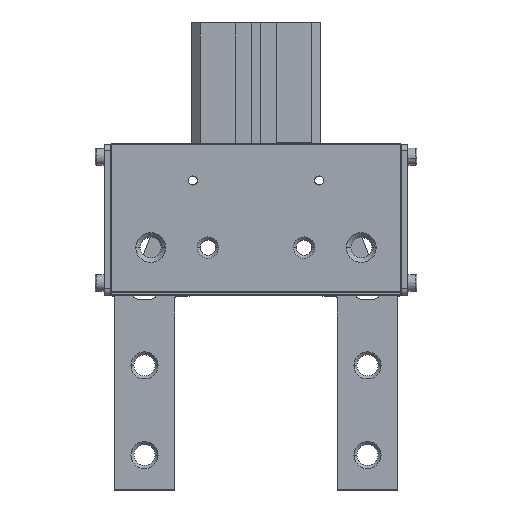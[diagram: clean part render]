
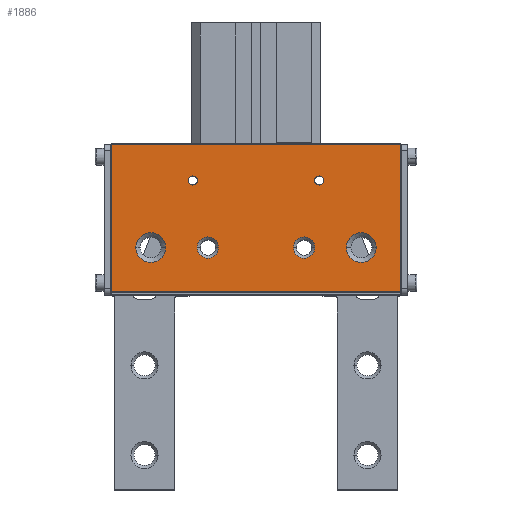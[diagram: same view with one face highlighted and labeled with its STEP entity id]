
A CAD part, top view. The second image highlights one B-rep face of the part: STEP entity #1886.
In plain terms, the highlighted planar face has unit normal (0, 0, 1).
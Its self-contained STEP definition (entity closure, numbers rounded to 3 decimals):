
#160 = CARTESIAN_POINT ( 'NONE',  ( -16., 16., 21.5 ) ) ;
#256 = CIRCLE ( 'NONE', #6672, 1.5 ) ;
#303 = ORIENTED_EDGE ( 'NONE', *, *, #6131, .T. ) ;
#590 = CARTESIAN_POINT ( 'NONE',  ( -22.5, 38.3, 21.5 ) ) ;
#661 = CARTESIAN_POINT ( 'NONE',  ( -48.2, 1.3, 21.5 ) ) ;
#670 = AXIS2_PLACEMENT_3D ( 'NONE', #11283, #5500, #10264 ) ;
#840 = EDGE_LOOP ( 'NONE', ( #12345, #5977 ) ) ;
#956 = DIRECTION ( 'NONE',  ( -1., 0., 0. ) ) ;
#1014 = DIRECTION ( 'NONE',  ( 0., 0., -1. ) ) ;
#1049 = EDGE_CURVE ( 'NONE', #12638, #14277, #13215, .T. ) ;
#1113 = CARTESIAN_POINT ( 'NONE',  ( 48.5, 1.3, 21.5 ) ) ;
#1230 = CARTESIAN_POINT ( 'NONE',  ( -48.2, 1., 21.5 ) ) ;
#1285 = AXIS2_PLACEMENT_3D ( 'NONE', #13308, #7514, #2868 ) ;
#1379 = DIRECTION ( 'NONE',  ( 0., 0., -1. ) ) ;
#1393 = ORIENTED_EDGE ( 'NONE', *, *, #15089, .T. ) ;
#1484 = DIRECTION ( 'NONE',  ( 1., 0., 0. ) ) ;
#1568 = EDGE_CURVE ( 'NONE', #14588, #12159, #12996, .T. ) ;
#1609 = LINE ( 'NONE', #10425, #7111 ) ;
#1886 = ADVANCED_FACE ( 'NONE', ( #9391, #6614, #9018, #5880, #2781, #8643, #2406 ), #14535, .T. ) ;
#1940 = CARTESIAN_POINT ( 'NONE',  ( -30.05, 16., 21.5 ) ) ;
#2073 = EDGE_CURVE ( 'NONE', #14242, #6264, #8448, .T. ) ;
#2321 = CIRCLE ( 'NONE', #12363, 1.5 ) ;
#2370 = CARTESIAN_POINT ( 'NONE',  ( 12.45, 16., 21.5 ) ) ;
#2406 = FACE_BOUND ( 'NONE', #10390, .T. ) ;
#2498 = ORIENTED_EDGE ( 'NONE', *, *, #8854, .T. ) ;
#2781 = FACE_OUTER_BOUND ( 'NONE', #5207, .T. ) ;
#2844 = DIRECTION ( 'NONE',  ( 1., 0., 0. ) ) ;
#2868 = DIRECTION ( 'NONE',  ( 1., 0., 0. ) ) ;
#3203 = CARTESIAN_POINT ( 'NONE',  ( 16., 16., 21.5 ) ) ;
#3364 = EDGE_CURVE ( 'NONE', #6247, #6231, #11501, .T. ) ;
#3417 = CARTESIAN_POINT ( 'NONE',  ( 19.55, 16., 21.5 ) ) ;
#3522 = DIRECTION ( 'NONE',  ( 1., 0., 0. ) ) ;
#3582 = DIRECTION ( 'NONE',  ( -1., 0., 0. ) ) ;
#3618 = EDGE_CURVE ( 'NONE', #6231, #6247, #10049, .T. ) ;
#3649 = CARTESIAN_POINT ( 'NONE',  ( 21., 38.3, 21.5 ) ) ;
#3731 = ORIENTED_EDGE ( 'NONE', *, *, #3364, .T. ) ;
#3907 = DIRECTION ( 'NONE',  ( 0., 0., -1. ) ) ;
#3937 = CARTESIAN_POINT ( 'NONE',  ( -35., 16., 21.5 ) ) ;
#3948 = EDGE_CURVE ( 'NONE', #14277, #12638, #12902, .T. ) ;
#4020 = DIRECTION ( 'NONE',  ( 0., 0., 1. ) ) ;
#4076 = EDGE_CURVE ( 'NONE', #5678, #4265, #2321, .T. ) ;
#4124 = AXIS2_PLACEMENT_3D ( 'NONE', #160, #8344, #9531 ) ;
#4239 = EDGE_LOOP ( 'NONE', ( #13639, #10697 ) ) ;
#4265 = VERTEX_POINT ( 'NONE', #6221 ) ;
#4294 = DIRECTION ( 'NONE',  ( -1., 0., 0. ) ) ;
#4356 = DIRECTION ( 'NONE',  ( 1., 0., 0. ) ) ;
#4563 = VERTEX_POINT ( 'NONE', #661 ) ;
#4615 = LINE ( 'NONE', #1230, #11937 ) ;
#5007 = DIRECTION ( 'NONE',  ( 0., 0., -1. ) ) ;
#5207 = EDGE_LOOP ( 'NONE', ( #6918, #1393, #5888, #11897 ) ) ;
#5324 = CARTESIAN_POINT ( 'NONE',  ( -39.95, 16., 21.5 ) ) ;
#5363 = EDGE_CURVE ( 'NONE', #7706, #6382, #1609, .T. ) ;
#5433 = CIRCLE ( 'NONE', #670, 1.5 ) ;
#5500 = DIRECTION ( 'NONE',  ( 0., 0., -1. ) ) ;
#5561 = DIRECTION ( 'NONE',  ( 0., 0., -1. ) ) ;
#5583 = AXIS2_PLACEMENT_3D ( 'NONE', #11085, #4020, #12098 ) ;
#5625 = DIRECTION ( 'NONE',  ( 0., 0., -1. ) ) ;
#5634 = EDGE_LOOP ( 'NONE', ( #13605, #8192 ) ) ;
#5678 = VERTEX_POINT ( 'NONE', #590 ) ;
#5869 = DIRECTION ( 'NONE',  ( 0., 1., 0. ) ) ;
#5880 = FACE_BOUND ( 'NONE', #9316, .T. ) ;
#5888 = ORIENTED_EDGE ( 'NONE', *, *, #5363, .T. ) ;
#5894 = ORIENTED_EDGE ( 'NONE', *, *, #3618, .T. ) ;
#5977 = ORIENTED_EDGE ( 'NONE', *, *, #12932, .T. ) ;
#6073 = AXIS2_PLACEMENT_3D ( 'NONE', #12551, #5561, #11540 ) ;
#6131 = EDGE_CURVE ( 'NONE', #4265, #5678, #5433, .T. ) ;
#6221 = CARTESIAN_POINT ( 'NONE',  ( -19.5, 38.3, 21.5 ) ) ;
#6231 = VERTEX_POINT ( 'NONE', #2370 ) ;
#6247 = VERTEX_POINT ( 'NONE', #3417 ) ;
#6264 = VERTEX_POINT ( 'NONE', #9214 ) ;
#6382 = VERTEX_POINT ( 'NONE', #12038 ) ;
#6614 = FACE_BOUND ( 'NONE', #12824, .T. ) ;
#6672 = AXIS2_PLACEMENT_3D ( 'NONE', #6755, #1014, #956 ) ;
#6755 = CARTESIAN_POINT ( 'NONE',  ( 21., 38.3, 21.5 ) ) ;
#6918 = ORIENTED_EDGE ( 'NONE', *, *, #8644, .T. ) ;
#7111 = VECTOR ( 'NONE', #5869, 1000. ) ;
#7189 = ORIENTED_EDGE ( 'NONE', *, *, #1568, .T. ) ;
#7235 = AXIS2_PLACEMENT_3D ( 'NONE', #9644, #5007, #1484 ) ;
#7492 = CARTESIAN_POINT ( 'NONE',  ( -48.2, 50.2, 21.5 ) ) ;
#7507 = EDGE_CURVE ( 'NONE', #6382, #8114, #10515, .T. ) ;
#7514 = DIRECTION ( 'NONE',  ( 0., 0., -1. ) ) ;
#7558 = EDGE_CURVE ( 'NONE', #6264, #14242, #8518, .T. ) ;
#7706 = VERTEX_POINT ( 'NONE', #10220 ) ;
#7761 = AXIS2_PLACEMENT_3D ( 'NONE', #3203, #5625, #4356 ) ;
#8114 = VERTEX_POINT ( 'NONE', #7492 ) ;
#8174 = AXIS2_PLACEMENT_3D ( 'NONE', #3649, #8457, #14202 ) ;
#8192 = ORIENTED_EDGE ( 'NONE', *, *, #1049, .T. ) ;
#8229 = AXIS2_PLACEMENT_3D ( 'NONE', #9271, #12508, #13661 ) ;
#8344 = DIRECTION ( 'NONE',  ( 0., 0., -1. ) ) ;
#8448 = CIRCLE ( 'NONE', #7235, 4.95 ) ;
#8457 = DIRECTION ( 'NONE',  ( 0., 0., -1. ) ) ;
#8518 = CIRCLE ( 'NONE', #6073, 4.95 ) ;
#8643 = FACE_BOUND ( 'NONE', #840, .T. ) ;
#8644 = EDGE_CURVE ( 'NONE', #8114, #4563, #4615, .T. ) ;
#8711 = DIRECTION ( 'NONE',  ( 1., 0., 0. ) ) ;
#8781 = CARTESIAN_POINT ( 'NONE',  ( 22.5, 38.3, 21.5 ) ) ;
#8854 = EDGE_CURVE ( 'NONE', #12159, #14588, #14667, .T. ) ;
#9018 = FACE_BOUND ( 'NONE', #5634, .T. ) ;
#9214 = CARTESIAN_POINT ( 'NONE',  ( 39.95, 16., 21.5 ) ) ;
#9271 = CARTESIAN_POINT ( 'NONE',  ( -35., 16., 21.5 ) ) ;
#9316 = EDGE_LOOP ( 'NONE', ( #3731, #5894 ) ) ;
#9391 = FACE_BOUND ( 'NONE', #4239, .T. ) ;
#9531 = DIRECTION ( 'NONE',  ( 1., 0., 0. ) ) ;
#9538 = CARTESIAN_POINT ( 'NONE',  ( 30.05, 16., 21.5 ) ) ;
#9644 = CARTESIAN_POINT ( 'NONE',  ( 35., 16., 21.5 ) ) ;
#10049 = CIRCLE ( 'NONE', #7761, 3.55 ) ;
#10186 = EDGE_CURVE ( 'NONE', #13911, #13896, #256, .T. ) ;
#10220 = CARTESIAN_POINT ( 'NONE',  ( 48.2, 1.3, 21.5 ) ) ;
#10264 = DIRECTION ( 'NONE',  ( -1., 0., 0. ) ) ;
#10390 = EDGE_LOOP ( 'NONE', ( #11220, #303 ) ) ;
#10425 = CARTESIAN_POINT ( 'NONE',  ( 48.2, 50.5, 21.5 ) ) ;
#10515 = LINE ( 'NONE', #13570, #11787 ) ;
#10577 = CARTESIAN_POINT ( 'NONE',  ( -21., 38.3, 21.5 ) ) ;
#10697 = ORIENTED_EDGE ( 'NONE', *, *, #2073, .T. ) ;
#11068 = LINE ( 'NONE', #1113, #11261 ) ;
#11085 = CARTESIAN_POINT ( 'NONE',  ( -48.5, 0., 21.5 ) ) ;
#11220 = ORIENTED_EDGE ( 'NONE', *, *, #4076, .T. ) ;
#11261 = VECTOR ( 'NONE', #3522, 1000. ) ;
#11283 = CARTESIAN_POINT ( 'NONE',  ( -21., 38.3, 21.5 ) ) ;
#11501 = CIRCLE ( 'NONE', #14586, 3.55 ) ;
#11540 = DIRECTION ( 'NONE',  ( 1., 0., 0. ) ) ;
#11787 = VECTOR ( 'NONE', #4294, 1000. ) ;
#11813 = CARTESIAN_POINT ( 'NONE',  ( -12.45, 16., 21.5 ) ) ;
#11897 = ORIENTED_EDGE ( 'NONE', *, *, #7507, .T. ) ;
#11937 = VECTOR ( 'NONE', #13985, 1000. ) ;
#12021 = CARTESIAN_POINT ( 'NONE',  ( 16., 16., 21.5 ) ) ;
#12038 = CARTESIAN_POINT ( 'NONE',  ( 48.2, 50.2, 21.5 ) ) ;
#12098 = DIRECTION ( 'NONE',  ( 1., 0., 0. ) ) ;
#12159 = VERTEX_POINT ( 'NONE', #5324 ) ;
#12345 = ORIENTED_EDGE ( 'NONE', *, *, #10186, .T. ) ;
#12363 = AXIS2_PLACEMENT_3D ( 'NONE', #10577, #1379, #3582 ) ;
#12452 = AXIS2_PLACEMENT_3D ( 'NONE', #3937, #13368, #8711 ) ;
#12508 = DIRECTION ( 'NONE',  ( 0., 0., -1. ) ) ;
#12551 = CARTESIAN_POINT ( 'NONE',  ( 35., 16., 21.5 ) ) ;
#12638 = VERTEX_POINT ( 'NONE', #14627 ) ;
#12824 = EDGE_LOOP ( 'NONE', ( #7189, #2498 ) ) ;
#12902 = CIRCLE ( 'NONE', #1285, 3.55 ) ;
#12932 = EDGE_CURVE ( 'NONE', #13896, #13911, #14873, .T. ) ;
#12996 = CIRCLE ( 'NONE', #8229, 4.95 ) ;
#13215 = CIRCLE ( 'NONE', #4124, 3.55 ) ;
#13308 = CARTESIAN_POINT ( 'NONE',  ( -16., 16., 21.5 ) ) ;
#13368 = DIRECTION ( 'NONE',  ( 0., 0., -1. ) ) ;
#13570 = CARTESIAN_POINT ( 'NONE',  ( -48.5, 50.2, 21.5 ) ) ;
#13605 = ORIENTED_EDGE ( 'NONE', *, *, #3948, .T. ) ;
#13639 = ORIENTED_EDGE ( 'NONE', *, *, #7558, .T. ) ;
#13661 = DIRECTION ( 'NONE',  ( 1., 0., 0. ) ) ;
#13896 = VERTEX_POINT ( 'NONE', #8781 ) ;
#13911 = VERTEX_POINT ( 'NONE', #14619 ) ;
#13985 = DIRECTION ( 'NONE',  ( 0., -1., 0. ) ) ;
#14202 = DIRECTION ( 'NONE',  ( -1., 0., 0. ) ) ;
#14242 = VERTEX_POINT ( 'NONE', #9538 ) ;
#14277 = VERTEX_POINT ( 'NONE', #11813 ) ;
#14535 = PLANE ( 'NONE',  #5583 ) ;
#14586 = AXIS2_PLACEMENT_3D ( 'NONE', #12021, #3907, #2844 ) ;
#14588 = VERTEX_POINT ( 'NONE', #1940 ) ;
#14619 = CARTESIAN_POINT ( 'NONE',  ( 19.5, 38.3, 21.5 ) ) ;
#14627 = CARTESIAN_POINT ( 'NONE',  ( -19.55, 16., 21.5 ) ) ;
#14667 = CIRCLE ( 'NONE', #12452, 4.95 ) ;
#14873 = CIRCLE ( 'NONE', #8174, 1.5 ) ;
#15089 = EDGE_CURVE ( 'NONE', #4563, #7706, #11068, .T. ) ;
